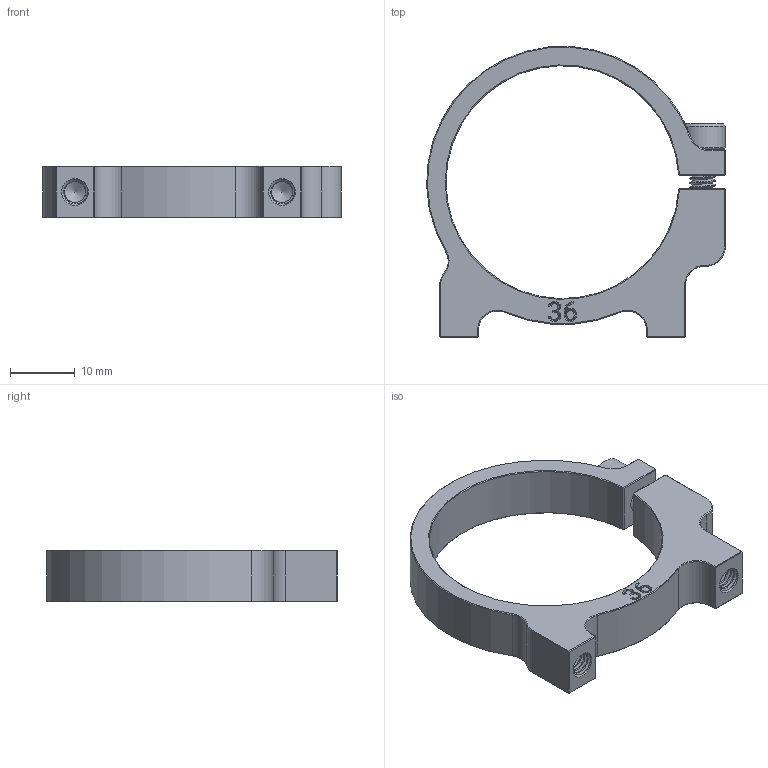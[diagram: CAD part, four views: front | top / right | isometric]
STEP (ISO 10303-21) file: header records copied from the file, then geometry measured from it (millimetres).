
FILE_DESCRIPTION(/* description */ ('STEP AP203'),/* implementation_level */ '2;1');
FILE_NAME(/* name */ '1400-0032-0036 assembly v3.step',/* time_stamp */ '2025-10-23T12:43:59-04:00',/* author */ (''),/* organization */ (''),/* preprocessor_version */ 'ST-DEVELOPER v20.1',/* originating_system */ 'Autodesk Translation Framework v14.17.0.0',/* authorisation */ '');
FILE_SCHEMA (('AUTOMOTIVE_DESIGN { 1 0 10303 214 3 1 1 }'));
Length unit declared in the file: inch
Products named in the file (3): 1400-0032-0036 assembly; 1400-0032-0036; 2800-0004-0012_90128A207
Assembly tree (2 placements, depth 2):
  1400-0032-0036 assembly
    1400-0032-0036
    2800-0004-0012_90128A207
Bounding box: 46.16 x 44.96 x 8 mm (x, y, z)
Volume: 4716.2 mm3; surface area: 4417.5 mm2
Topology: 2 solids, 2 shells, 297 faces, 776 edges, 488 vertices
Faces by surface type: cylinder 123, plane 88, bspline 50, cone 36
Full cylindrical faces by diameter (mm): 3.091 x16, 3.3 x34, 4 x47, 7 x1
Entity records: 25294 total; most frequent: CARTESIAN_POINT 18777, ORIENTED_EDGE 1546, DIRECTION 997, EDGE_CURVE 773, VERTEX_POINT 488, B_SPLINE_CURVE_WITH_KNOTS 359, AXIS2_PLACEMENT_3D 337, LINE 323
